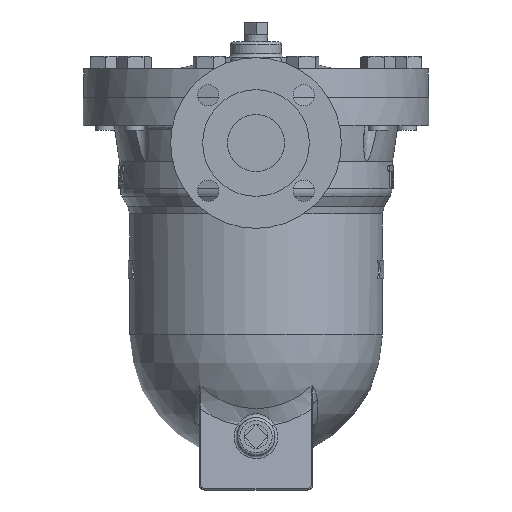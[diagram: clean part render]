
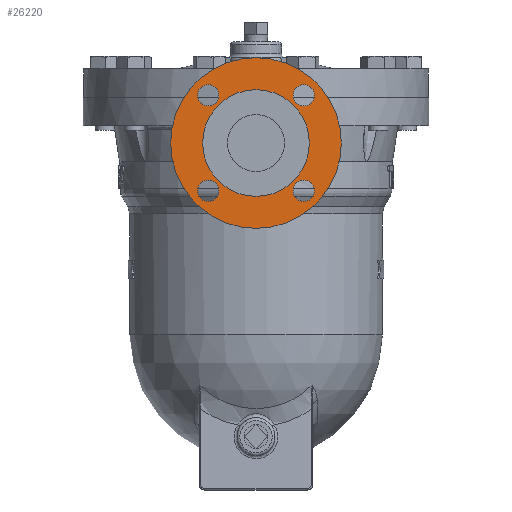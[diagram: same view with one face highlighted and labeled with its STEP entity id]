
A CAD part, left-side view. The second image highlights one B-rep face of the part: STEP entity #26220.
In plain terms, the highlighted planar face has unit normal (-1, 0, 0).
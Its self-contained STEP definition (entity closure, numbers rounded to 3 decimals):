
#25772=CARTESIAN_POINT('',(-169.,0.0,28.));
#25773=VERTEX_POINT('',#25772);
#25774=CARTESIAN_POINT('',(-169.0,0.0,-32.));
#25775=DIRECTION('',(-1.0,0.0,0.0));
#25776=DIRECTION('',(0.0,0.0,1.0));
#25777=AXIS2_PLACEMENT_3D('',#25774,#25775,#25776);
#25778=CIRCLE('',#25777,60.);
#25779=EDGE_CURVE('',#25773,#25773,#25778,.T.);
#25850=CARTESIAN_POINT('',(-169.,-41.088,1.588));
#25851=VERTEX_POINT('',#25850);
#25852=CARTESIAN_POINT('',(-169.,-33.588,1.588));
#25853=DIRECTION('',(1.0,0.0,0.0));
#25854=DIRECTION('',(0.0,-1.0,0.0));
#25855=AXIS2_PLACEMENT_3D('',#25852,#25853,#25854);
#25856=CIRCLE('',#25855,7.5);
#25857=EDGE_CURVE('',#25851,#25851,#25856,.T.);
#25891=CARTESIAN_POINT('',(-169.,-33.588,-73.088));
#25892=VERTEX_POINT('',#25891);
#25893=CARTESIAN_POINT('',(-169.,-33.588,-65.588));
#25894=DIRECTION('',(1.0,0.0,0.0));
#25895=DIRECTION('',(0.0,0.0,-1.0));
#25896=AXIS2_PLACEMENT_3D('',#25893,#25894,#25895);
#25897=CIRCLE('',#25896,7.5);
#25898=EDGE_CURVE('',#25892,#25892,#25897,.T.);
#25932=CARTESIAN_POINT('',(-169.,41.088,-65.588));
#25933=VERTEX_POINT('',#25932);
#25934=CARTESIAN_POINT('',(-169.,33.588,-65.588));
#25935=DIRECTION('',(1.0,0.0,0.0));
#25936=DIRECTION('',(0.0,1.0,0.0));
#25937=AXIS2_PLACEMENT_3D('',#25934,#25935,#25936);
#25938=CIRCLE('',#25937,7.5);
#25939=EDGE_CURVE('',#25933,#25933,#25938,.T.);
#25973=CARTESIAN_POINT('',(-169.,33.588,9.088));
#25974=VERTEX_POINT('',#25973);
#25975=CARTESIAN_POINT('',(-169.,33.588,1.588));
#25976=DIRECTION('',(1.0,0.0,0.0));
#25977=DIRECTION('',(0.0,0.0,1.0));
#25978=AXIS2_PLACEMENT_3D('',#25975,#25976,#25977);
#25979=CIRCLE('',#25978,7.5);
#25980=EDGE_CURVE('',#25974,#25974,#25979,.T.);
#26189=CARTESIAN_POINT('',(-169.,0.0,16.75));
#26190=DIRECTION('',(-1.0,0.0,0.0));
#26191=DIRECTION('',(0.0,0.0,1.0));
#26192=AXIS2_PLACEMENT_3D('',#26189,#26190,#26191);
#26193=PLANE('',#26192);
#26194=ORIENTED_EDGE('',*,*,#25779,.T.);
#26195=EDGE_LOOP('',(#26194));
#26196=FACE_OUTER_BOUND('',#26195,.T.);
#26197=ORIENTED_EDGE('',*,*,#25857,.T.);
#26198=EDGE_LOOP('',(#26197));
#26199=FACE_BOUND('',#26198,.T.);
#26200=ORIENTED_EDGE('',*,*,#25898,.T.);
#26201=EDGE_LOOP('',(#26200));
#26202=FACE_BOUND('',#26201,.T.);
#26203=ORIENTED_EDGE('',*,*,#25939,.T.);
#26204=EDGE_LOOP('',(#26203));
#26205=FACE_BOUND('',#26204,.T.);
#26206=ORIENTED_EDGE('',*,*,#25980,.T.);
#26207=EDGE_LOOP('',(#26206));
#26208=FACE_BOUND('',#26207,.T.);
#26209=CARTESIAN_POINT('',(-169.,0.0,5.5));
#26210=VERTEX_POINT('',#26209);
#26211=CARTESIAN_POINT('',(-169.0,0.0,-32.));
#26212=DIRECTION('',(-1.0,0.0,0.0));
#26213=DIRECTION('',(0.0,0.0,1.0));
#26214=AXIS2_PLACEMENT_3D('',#26211,#26212,#26213);
#26215=CIRCLE('',#26214,37.5);
#26216=EDGE_CURVE('',#26210,#26210,#26215,.T.);
#26217=ORIENTED_EDGE('',*,*,#26216,.F.);
#26218=EDGE_LOOP('',(#26217));
#26219=FACE_BOUND('',#26218,.T.);
#26220=ADVANCED_FACE('',(#26196,#26199,#26202,#26205,#26208,#26219),#26193,.T.);
